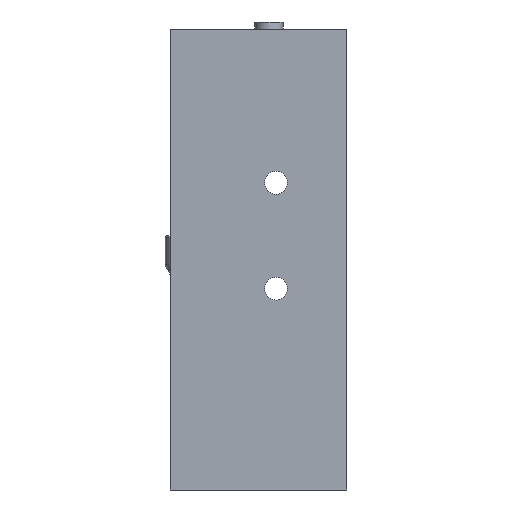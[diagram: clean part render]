
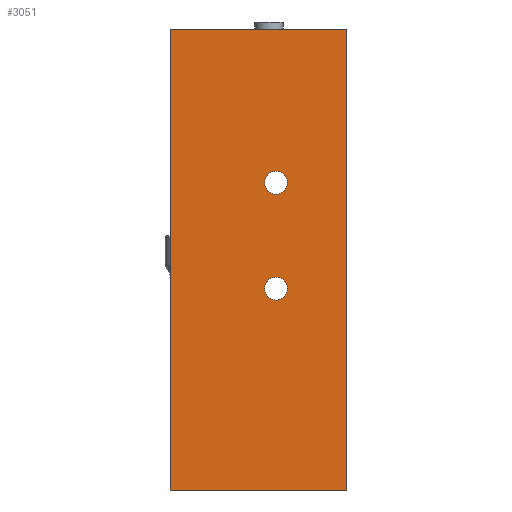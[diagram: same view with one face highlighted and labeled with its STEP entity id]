
A CAD part, front view. The second image highlights one B-rep face of the part: STEP entity #3051.
In plain terms, the highlighted planar face has unit normal (0, -1, 0).
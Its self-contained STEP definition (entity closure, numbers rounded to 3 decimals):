
#70=FACE_BOUND('',#690,.T.);
#71=FACE_BOUND('',#691,.T.);
#195=PLANE('',#3360);
#477=FACE_OUTER_BOUND('',#689,.T.);
#689=EDGE_LOOP('',(#2826,#2827,#2828,#2829));
#690=EDGE_LOOP('',(#2830));
#691=EDGE_LOOP('',(#2831));
#969=LINE('',#5075,#1254);
#978=LINE('',#5091,#1263);
#979=LINE('',#5093,#1264);
#980=LINE('',#5094,#1265);
#1254=VECTOR('',#4206,10.);
#1263=VECTOR('',#4219,10.);
#1264=VECTOR('',#4222,10.);
#1265=VECTOR('',#4223,10.);
#1367=CIRCLE('',#3339,3.25);
#1373=CIRCLE('',#3348,3.25);
#1620=VERTEX_POINT('',#5036);
#1626=VERTEX_POINT('',#5053);
#1632=VERTEX_POINT('',#5072);
#1633=VERTEX_POINT('',#5074);
#1637=VERTEX_POINT('',#5087);
#1638=VERTEX_POINT('',#5089);
#2012=EDGE_CURVE('',#1620,#1620,#1367,.T.);
#2020=EDGE_CURVE('',#1626,#1626,#1373,.T.);
#2028=EDGE_CURVE('',#1632,#1633,#969,.T.);
#2037=EDGE_CURVE('',#1637,#1638,#978,.T.);
#2038=EDGE_CURVE('',#1632,#1637,#979,.T.);
#2039=EDGE_CURVE('',#1633,#1638,#980,.T.);
#2826=ORIENTED_EDGE('',*,*,#2038,.T.);
#2827=ORIENTED_EDGE('',*,*,#2037,.T.);
#2828=ORIENTED_EDGE('',*,*,#2039,.F.);
#2829=ORIENTED_EDGE('',*,*,#2028,.F.);
#2830=ORIENTED_EDGE('',*,*,#2012,.T.);
#2831=ORIENTED_EDGE('',*,*,#2020,.T.);
#3051=ADVANCED_FACE('',(#477,#70,#71),#195,.T.);
#3339=AXIS2_PLACEMENT_3D('',#5038,#4163,#4164);
#3348=AXIS2_PLACEMENT_3D('',#5055,#4183,#4184);
#3360=AXIS2_PLACEMENT_3D('',#5092,#4220,#4221);
#4163=DIRECTION('center_axis',(0.,1.,0.));
#4164=DIRECTION('ref_axis',(1.,0.,0.));
#4183=DIRECTION('center_axis',(0.,1.,0.));
#4184=DIRECTION('ref_axis',(1.,0.,0.));
#4206=DIRECTION('',(0.,0.,1.));
#4219=DIRECTION('',(0.,0.,1.));
#4220=DIRECTION('center_axis',(0.,-1.,0.));
#4221=DIRECTION('ref_axis',(1.,0.,0.));
#4222=DIRECTION('',(1.,0.,0.));
#4223=DIRECTION('',(1.,0.,0.));
#5036=CARTESIAN_POINT('',(26.75,0.,87.));
#5038=CARTESIAN_POINT('Origin',(30.,0.,87.));
#5053=CARTESIAN_POINT('',(26.75,0.,57.));
#5055=CARTESIAN_POINT('Origin',(30.,0.,57.));
#5072=CARTESIAN_POINT('',(0.,0.,0.));
#5074=CARTESIAN_POINT('',(0.,0.,130.5));
#5075=CARTESIAN_POINT('',(0.,0.,0.));
#5087=CARTESIAN_POINT('',(50.,0.,0.));
#5089=CARTESIAN_POINT('',(50.,0.,130.5));
#5091=CARTESIAN_POINT('',(50.,0.,0.));
#5092=CARTESIAN_POINT('Origin',(0.,0.,0.));
#5093=CARTESIAN_POINT('',(0.,0.,0.));
#5094=CARTESIAN_POINT('',(0.,0.,130.5));
